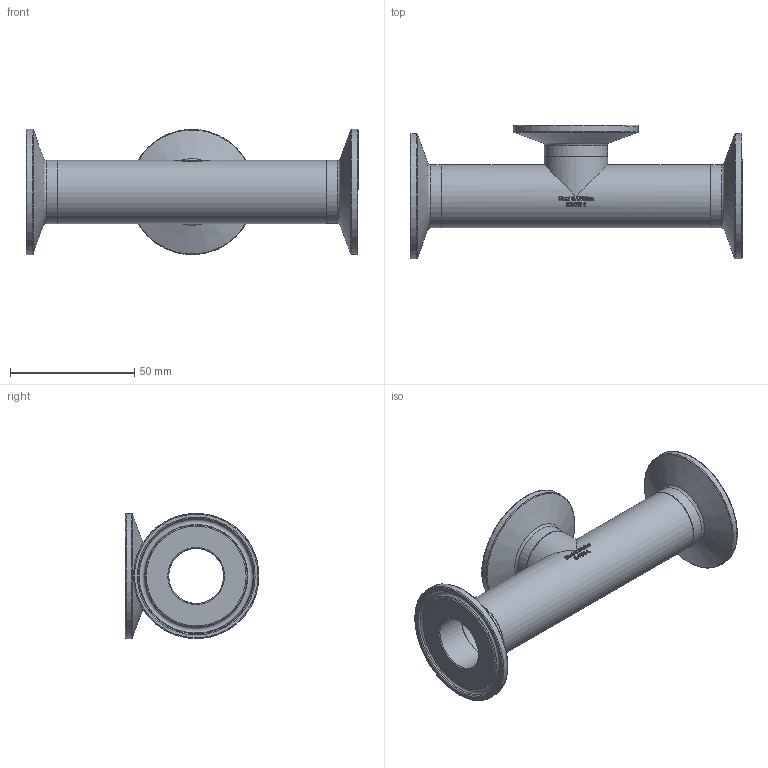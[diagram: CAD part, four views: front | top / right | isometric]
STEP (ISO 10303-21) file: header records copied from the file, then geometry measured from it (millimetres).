
FILE_DESCRIPTION(/* description */ (''),/* implementation_level */ '2;1');
FILE_NAME(/* name */ 'S7MPS-1.stp',/* time_stamp */ '2018-11-28T13:18:17-05:00',/* author */ ('ken'),/* organization */ (''),/* preprocessor_version */ 'ST-DEVELOPER v15.2',/* originating_system */ 'Autodesk Inventor 2014',/* authorisation */ '');
FILE_SCHEMA (('AUTOMOTIVE_DESIGN { 1 0 10303 214 3 1 1 }'));
Length unit declared in the file: inch
Products named in the file (1): S7MPS-1
Bounding box: 133.35 x 53.77 x 50.39 mm (x, y, z)
Volume: 38395.6 mm3; surface area: 31626.3 mm2
Topology: 1 solids, 1 shells, 381 faces, 987 edges, 646 vertices
Faces by surface type: bspline 160, plane 142, cylinder 43, torus 27, cone 9
Full cylindrical faces by diameter (mm): 22.098 x5, 25.4 x5, 50.394 x3
Entity records: 14439 total; most frequent: CARTESIAN_POINT 6129, ORIENTED_EDGE 1868, DIRECTION 1256, EDGE_CURVE 934, VERTEX_POINT 644, EDGE_LOOP 474, AXIS2_PLACEMENT_3D 420, LINE 416
